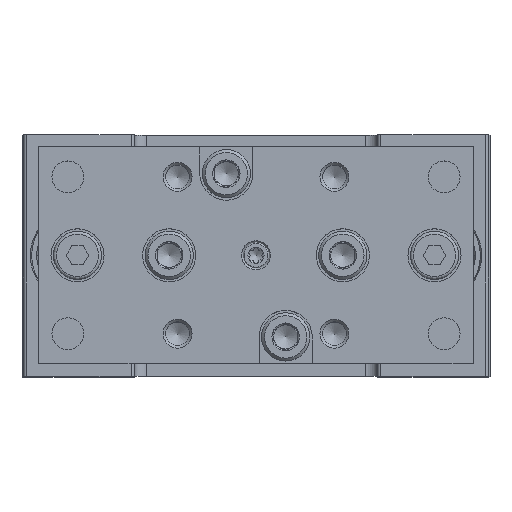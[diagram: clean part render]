
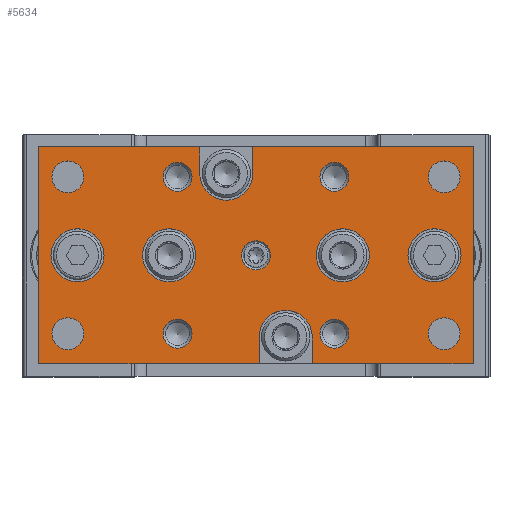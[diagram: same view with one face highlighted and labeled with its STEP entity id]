
A CAD part, top view. The second image highlights one B-rep face of the part: STEP entity #5634.
In plain terms, the highlighted planar face has unit normal (0, 0, 1).
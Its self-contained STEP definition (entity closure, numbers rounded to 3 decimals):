
#402=LINE('',#9242,#678);
#406=LINE('',#9250,#682);
#407=LINE('',#9252,#683);
#411=LINE('',#9261,#687);
#414=LINE('',#9266,#690);
#417=LINE('',#9272,#693);
#419=LINE('',#9330,#695);
#420=LINE('',#9334,#696);
#421=LINE('',#9335,#697);
#422=LINE('',#9339,#698);
#678=VECTOR('',#7463,1000.);
#682=VECTOR('',#7467,1000.);
#683=VECTOR('',#7470,1000.);
#687=VECTOR('',#7476,1000.);
#690=VECTOR('',#7479,1000.);
#693=VECTOR('',#7484,1000.);
#695=VECTOR('',#7544,1000.);
#696=VECTOR('',#7547,1000.);
#697=VECTOR('',#7548,1000.);
#698=VECTOR('',#7551,1000.);
#884=PLANE('',#6305);
#1640=ORIENTED_EDGE('',*,*,#2781,.F.);
#1641=ORIENTED_EDGE('',*,*,#2782,.F.);
#1642=ORIENTED_EDGE('',*,*,#2783,.T.);
#1643=ORIENTED_EDGE('',*,*,#2784,.T.);
#1644=ORIENTED_EDGE('',*,*,#2785,.T.);
#1645=ORIENTED_EDGE('',*,*,#2786,.T.);
#1646=ORIENTED_EDGE('',*,*,#2787,.T.);
#1647=ORIENTED_EDGE('',*,*,#2788,.T.);
#1648=ORIENTED_EDGE('',*,*,#2789,.T.);
#1649=ORIENTED_EDGE('',*,*,#2790,.T.);
#1650=ORIENTED_EDGE('',*,*,#2791,.T.);
#1651=ORIENTED_EDGE('',*,*,#2792,.T.);
#1652=ORIENTED_EDGE('',*,*,#2793,.F.);
#1653=ORIENTED_EDGE('',*,*,#2794,.T.);
#1654=ORIENTED_EDGE('',*,*,#2795,.F.);
#1655=ORIENTED_EDGE('',*,*,#2753,.T.);
#1656=ORIENTED_EDGE('',*,*,#2754,.T.);
#1657=ORIENTED_EDGE('',*,*,#2758,.T.);
#1658=ORIENTED_EDGE('',*,*,#2796,.F.);
#1659=ORIENTED_EDGE('',*,*,#2797,.T.);
#1660=ORIENTED_EDGE('',*,*,#2798,.F.);
#1661=ORIENTED_EDGE('',*,*,#2761,.T.);
#1662=ORIENTED_EDGE('',*,*,#2764,.T.);
#1663=ORIENTED_EDGE('',*,*,#2749,.T.);
#1664=ORIENTED_EDGE('',*,*,#2799,.T.);
#2749=EDGE_CURVE('',#3412,#3411,#402,.T.);
#2753=EDGE_CURVE('',#3409,#3415,#406,.T.);
#2754=EDGE_CURVE('',#3415,#3416,#407,.T.);
#2758=EDGE_CURVE('',#3416,#3418,#411,.T.);
#2761=EDGE_CURVE('',#3422,#3421,#414,.T.);
#2764=EDGE_CURVE('',#3421,#3412,#417,.T.);
#2781=EDGE_CURVE('',#3439,#3439,#3884,.T.);
#2782=EDGE_CURVE('',#3440,#3440,#3885,.T.);
#2783=EDGE_CURVE('',#3441,#3441,#3886,.T.);
#2784=EDGE_CURVE('',#3442,#3442,#3887,.T.);
#2785=EDGE_CURVE('',#3443,#3443,#3888,.T.);
#2786=EDGE_CURVE('',#3444,#3444,#3889,.T.);
#2787=EDGE_CURVE('',#3445,#3445,#3890,.T.);
#2788=EDGE_CURVE('',#3446,#3446,#3891,.T.);
#2789=EDGE_CURVE('',#3447,#3447,#3892,.T.);
#2790=EDGE_CURVE('',#3448,#3448,#3893,.T.);
#2791=EDGE_CURVE('',#3449,#3449,#3894,.T.);
#2792=EDGE_CURVE('',#3450,#3450,#3895,.T.);
#2793=EDGE_CURVE('',#3451,#3411,#419,.T.);
#2794=EDGE_CURVE('',#3451,#3452,#3896,.T.);
#2795=EDGE_CURVE('',#3409,#3452,#420,.T.);
#2796=EDGE_CURVE('',#3453,#3418,#421,.T.);
#2797=EDGE_CURVE('',#3453,#3454,#3897,.T.);
#2798=EDGE_CURVE('',#3422,#3454,#422,.T.);
#2799=EDGE_CURVE('',#3455,#3455,#3898,.T.);
#3409=VERTEX_POINT('',#9237);
#3411=VERTEX_POINT('',#9241);
#3412=VERTEX_POINT('',#9243);
#3415=VERTEX_POINT('',#9249);
#3416=VERTEX_POINT('',#9253);
#3418=VERTEX_POINT('',#9259);
#3421=VERTEX_POINT('',#9265);
#3422=VERTEX_POINT('',#9267);
#3439=VERTEX_POINT('',#9307);
#3440=VERTEX_POINT('',#9309);
#3441=VERTEX_POINT('',#9311);
#3442=VERTEX_POINT('',#9313);
#3443=VERTEX_POINT('',#9315);
#3444=VERTEX_POINT('',#9317);
#3445=VERTEX_POINT('',#9319);
#3446=VERTEX_POINT('',#9321);
#3447=VERTEX_POINT('',#9323);
#3448=VERTEX_POINT('',#9325);
#3449=VERTEX_POINT('',#9327);
#3450=VERTEX_POINT('',#9329);
#3451=VERTEX_POINT('',#9331);
#3452=VERTEX_POINT('',#9333);
#3453=VERTEX_POINT('',#9336);
#3454=VERTEX_POINT('',#9338);
#3455=VERTEX_POINT('',#9341);
#3884=CIRCLE('',#6306,5.5);
#3885=CIRCLE('',#6307,5.5);
#3886=CIRCLE('',#6308,3.3);
#3887=CIRCLE('',#6309,3.3);
#3888=CIRCLE('',#6310,3.3);
#3889=CIRCLE('',#6311,3.3);
#3890=CIRCLE('',#6312,3.);
#3891=CIRCLE('',#6313,3.);
#3892=CIRCLE('',#6314,3.);
#3893=CIRCLE('',#6315,3.);
#3894=CIRCLE('',#6316,5.5);
#3895=CIRCLE('',#6317,5.5);
#3896=CIRCLE('',#6318,5.5);
#3897=CIRCLE('',#6319,5.5);
#3898=CIRCLE('',#6320,3.);
#4354=EDGE_LOOP('',(#1640));
#4355=EDGE_LOOP('',(#1641));
#4356=EDGE_LOOP('',(#1642));
#4357=EDGE_LOOP('',(#1643));
#4358=EDGE_LOOP('',(#1644));
#4359=EDGE_LOOP('',(#1645));
#4360=EDGE_LOOP('',(#1646));
#4361=EDGE_LOOP('',(#1647));
#4362=EDGE_LOOP('',(#1648));
#4363=EDGE_LOOP('',(#1649));
#4364=EDGE_LOOP('',(#1650));
#4365=EDGE_LOOP('',(#1651));
#4366=EDGE_LOOP('',(#1652,#1653,#1654,#1655,#1656,#1657,#1658,#1659,#1660,
#1661,#1662,#1663));
#4367=EDGE_LOOP('',(#1664));
#4996=FACE_BOUND('',#4354,.T.);
#4997=FACE_BOUND('',#4355,.T.);
#4998=FACE_BOUND('',#4356,.T.);
#4999=FACE_BOUND('',#4357,.T.);
#5000=FACE_BOUND('',#4358,.T.);
#5001=FACE_BOUND('',#4359,.T.);
#5002=FACE_BOUND('',#4360,.T.);
#5003=FACE_BOUND('',#4361,.T.);
#5004=FACE_BOUND('',#4362,.T.);
#5005=FACE_BOUND('',#4363,.T.);
#5006=FACE_BOUND('',#4364,.T.);
#5007=FACE_BOUND('',#4365,.T.);
#5008=FACE_BOUND('',#4366,.T.);
#5009=FACE_BOUND('',#4367,.T.);
#5634=ADVANCED_FACE('',(#4996,#4997,#4998,#4999,#5000,#5001,#5002,#5003,
#5004,#5005,#5006,#5007,#5008,#5009),#884,.T.);
#6305=AXIS2_PLACEMENT_3D('',#9305,#7518,#7519);
#6306=AXIS2_PLACEMENT_3D('',#9306,#7520,#7521);
#6307=AXIS2_PLACEMENT_3D('',#9308,#7522,#7523);
#6308=AXIS2_PLACEMENT_3D('',#9310,#7524,#7525);
#6309=AXIS2_PLACEMENT_3D('',#9312,#7526,#7527);
#6310=AXIS2_PLACEMENT_3D('',#9314,#7528,#7529);
#6311=AXIS2_PLACEMENT_3D('',#9316,#7530,#7531);
#6312=AXIS2_PLACEMENT_3D('',#9318,#7532,#7533);
#6313=AXIS2_PLACEMENT_3D('',#9320,#7534,#7535);
#6314=AXIS2_PLACEMENT_3D('',#9322,#7536,#7537);
#6315=AXIS2_PLACEMENT_3D('',#9324,#7538,#7539);
#6316=AXIS2_PLACEMENT_3D('',#9326,#7540,#7541);
#6317=AXIS2_PLACEMENT_3D('',#9328,#7542,#7543);
#6318=AXIS2_PLACEMENT_3D('',#9332,#7545,#7546);
#6319=AXIS2_PLACEMENT_3D('',#9337,#7549,#7550);
#6320=AXIS2_PLACEMENT_3D('',#9340,#7552,#7553);
#7463=DIRECTION('',(-1.,0.,0.));
#7467=DIRECTION('',(-1.,0.,0.));
#7470=DIRECTION('',(0.,-1.,0.));
#7476=DIRECTION('',(1.,0.,0.));
#7479=DIRECTION('',(1.,0.,0.));
#7484=DIRECTION('',(0.,1.,0.));
#7518=DIRECTION('',(0.,0.,1.));
#7519=DIRECTION('',(1.,0.,0.));
#7520=DIRECTION('',(0.,0.,1.));
#7521=DIRECTION('',(1.,0.,0.));
#7522=DIRECTION('',(0.,0.,1.));
#7523=DIRECTION('',(1.,0.,0.));
#7524=DIRECTION('',(0.,0.,-1.));
#7525=DIRECTION('',(-1.,0.,0.));
#7526=DIRECTION('',(0.,0.,-1.));
#7527=DIRECTION('',(-1.,0.,0.));
#7528=DIRECTION('',(0.,0.,-1.));
#7529=DIRECTION('',(-1.,0.,0.));
#7530=DIRECTION('',(0.,0.,-1.));
#7531=DIRECTION('',(-1.,0.,0.));
#7532=DIRECTION('',(0.,0.,-1.));
#7533=DIRECTION('',(-1.,0.,0.));
#7534=DIRECTION('',(0.,0.,-1.));
#7535=DIRECTION('',(-1.,0.,0.));
#7536=DIRECTION('',(0.,0.,-1.));
#7537=DIRECTION('',(-1.,0.,0.));
#7538=DIRECTION('',(0.,0.,-1.));
#7539=DIRECTION('',(-1.,0.,0.));
#7540=DIRECTION('',(0.,0.,-1.));
#7541=DIRECTION('',(-1.,0.,0.));
#7542=DIRECTION('',(0.,0.,-1.));
#7543=DIRECTION('',(-1.,0.,0.));
#7544=DIRECTION('',(0.,1.,0.));
#7545=DIRECTION('',(0.,0.,-1.));
#7546=DIRECTION('',(-1.,0.,0.));
#7547=DIRECTION('',(0.,-1.,0.));
#7548=DIRECTION('',(0.,-1.,0.));
#7549=DIRECTION('',(0.,0.,-1.));
#7550=DIRECTION('',(-1.,0.,0.));
#7551=DIRECTION('',(0.,1.,0.));
#7552=DIRECTION('',(0.,0.,-1.));
#7553=DIRECTION('',(-1.,0.,0.));
#9237=CARTESIAN_POINT('',(-11.656,22.5,0.));
#9241=CARTESIAN_POINT('',(-0.656,22.5,0.));
#9242=CARTESIAN_POINT('',(45.,22.5,0.));
#9243=CARTESIAN_POINT('',(45.,22.5,0.));
#9249=CARTESIAN_POINT('',(-45.,22.5,0.));
#9250=CARTESIAN_POINT('',(45.,22.5,0.));
#9252=CARTESIAN_POINT('',(-45.,22.5,0.));
#9253=CARTESIAN_POINT('',(-45.,-22.5,0.));
#9259=CARTESIAN_POINT('',(0.656,-22.5,0.));
#9261=CARTESIAN_POINT('',(-45.,-22.5,0.));
#9265=CARTESIAN_POINT('',(45.,-22.5,0.));
#9266=CARTESIAN_POINT('',(-45.,-22.5,0.));
#9267=CARTESIAN_POINT('',(11.656,-22.5,0.));
#9272=CARTESIAN_POINT('',(45.,-22.5,0.));
#9305=CARTESIAN_POINT('',(0.,0.,0.));
#9306=CARTESIAN_POINT('',(-37.,0.,0.));
#9307=CARTESIAN_POINT('',(-31.5,0.,0.));
#9308=CARTESIAN_POINT('',(37.,0.,0.));
#9309=CARTESIAN_POINT('',(42.5,0.,0.));
#9310=CARTESIAN_POINT('',(-39.,16.25,0.));
#9311=CARTESIAN_POINT('',(-42.3,16.25,0.));
#9312=CARTESIAN_POINT('',(39.,-16.25,0.));
#9313=CARTESIAN_POINT('',(35.7,-16.25,0.));
#9314=CARTESIAN_POINT('',(-39.,-16.25,0.));
#9315=CARTESIAN_POINT('',(-42.3,-16.25,0.));
#9316=CARTESIAN_POINT('',(39.,16.25,0.));
#9317=CARTESIAN_POINT('',(35.7,16.25,0.));
#9318=CARTESIAN_POINT('',(-16.25,16.25,0.));
#9319=CARTESIAN_POINT('',(-19.25,16.25,0.));
#9320=CARTESIAN_POINT('',(16.25,-16.25,0.));
#9321=CARTESIAN_POINT('',(13.25,-16.25,0.));
#9322=CARTESIAN_POINT('',(-16.25,-16.25,0.));
#9323=CARTESIAN_POINT('',(-19.25,-16.25,0.));
#9324=CARTESIAN_POINT('',(16.25,16.25,0.));
#9325=CARTESIAN_POINT('',(13.25,16.25,0.));
#9326=CARTESIAN_POINT('',(18.,0.,0.));
#9327=CARTESIAN_POINT('',(12.5,0.,0.));
#9328=CARTESIAN_POINT('',(-18.,0.,0.));
#9329=CARTESIAN_POINT('',(-23.5,0.,0.));
#9330=CARTESIAN_POINT('',(-0.656,16.914,0.));
#9331=CARTESIAN_POINT('',(-0.656,16.914,0.));
#9332=CARTESIAN_POINT('',(-6.156,16.914,0.));
#9333=CARTESIAN_POINT('',(-11.656,16.914,0.));
#9334=CARTESIAN_POINT('',(-11.656,0.,0.));
#9335=CARTESIAN_POINT('',(0.656,-16.914,0.));
#9336=CARTESIAN_POINT('',(0.656,-16.914,0.));
#9337=CARTESIAN_POINT('',(6.156,-16.914,0.));
#9338=CARTESIAN_POINT('',(11.656,-16.914,0.));
#9339=CARTESIAN_POINT('',(11.656,0.,0.));
#9340=CARTESIAN_POINT('',(0.,0.,0.));
#9341=CARTESIAN_POINT('',(-3.,0.,0.));
